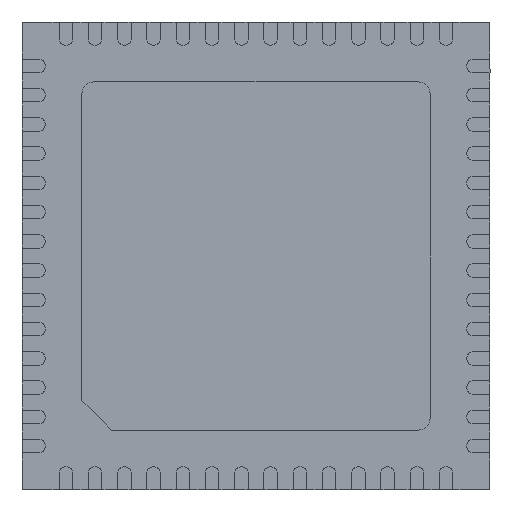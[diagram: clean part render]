
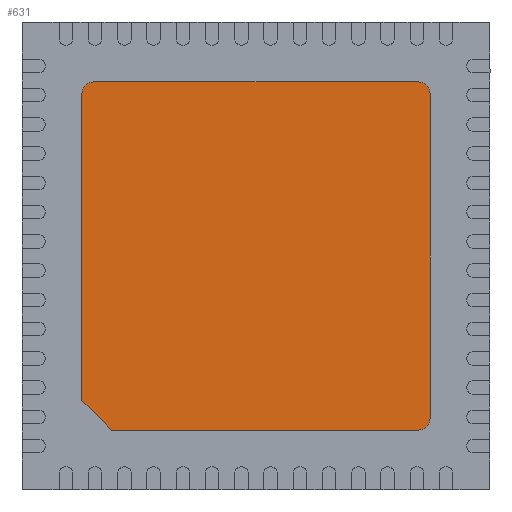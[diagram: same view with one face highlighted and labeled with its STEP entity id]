
A CAD part, front view. The second image highlights one B-rep face of the part: STEP entity #631.
In plain terms, the highlighted planar face has unit normal (0, -1, 0).
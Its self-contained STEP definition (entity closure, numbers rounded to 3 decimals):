
#35 = LINE ( 'NONE', #5831, #1869 ) ;
#104 = VECTOR ( 'NONE', #8450, 1000. ) ;
#258 = EDGE_CURVE ( 'NONE', #1266, #1758, #8609, .T. ) ;
#631 = ADVANCED_FACE ( 'NONE', ( #3328 ), #5501, .T. ) ;
#918 = CARTESIAN_POINT ( 'NONE',  ( -2.975, 0., -2.475 ) ) ;
#1266 = VERTEX_POINT ( 'NONE', #918 ) ;
#1306 = CARTESIAN_POINT ( 'NONE',  ( -2.475, 0., -2.975 ) ) ;
#1758 = VERTEX_POINT ( 'NONE', #4275 ) ;
#1837 = CARTESIAN_POINT ( 'NONE',  ( 2.775, 0., 2.975 ) ) ;
#1869 = VECTOR ( 'NONE', #4868, 1000. ) ;
#1978 = AXIS2_PLACEMENT_3D ( 'NONE', #4375, #15102, #9226 ) ;
#3122 = VECTOR ( 'NONE', #3232, 1000. ) ;
#3232 = DIRECTION ( 'NONE',  ( 0., 0., -1. ) ) ;
#3328 = FACE_OUTER_BOUND ( 'NONE', #13948, .T. ) ;
#3382 = ORIENTED_EDGE ( 'NONE', *, *, #258, .T. ) ;
#3964 = CARTESIAN_POINT ( 'NONE',  ( 2.975, 0., -2.775 ) ) ;
#4040 = DIRECTION ( 'NONE',  ( 0., 0., 1. ) ) ;
#4275 = CARTESIAN_POINT ( 'NONE',  ( -2.475, 0., -2.975 ) ) ;
#4375 = CARTESIAN_POINT ( 'NONE',  ( 2.775, 0., -2.775 ) ) ;
#4794 = CIRCLE ( 'NONE', #12644, 0.2 ) ;
#4798 = CARTESIAN_POINT ( 'NONE',  ( -2.975, 0., -2.475 ) ) ;
#4820 = ORIENTED_EDGE ( 'NONE', *, *, #9162, .T. ) ;
#4868 = DIRECTION ( 'NONE',  ( -1., 0., 0. ) ) ;
#5316 = LINE ( 'NONE', #15367, #3122 ) ;
#5501 = PLANE ( 'NONE',  #13310 ) ;
#5765 = VERTEX_POINT ( 'NONE', #14796 ) ;
#5831 = CARTESIAN_POINT ( 'NONE',  ( -2.775, 0., 2.975 ) ) ;
#6151 = EDGE_CURVE ( 'NONE', #5765, #7931, #4794, .T. ) ;
#6949 = CARTESIAN_POINT ( 'NONE',  ( 2.975, 0., -2.775 ) ) ;
#6978 = CARTESIAN_POINT ( 'NONE',  ( 2.975, 0., 2.775 ) ) ;
#7077 = DIRECTION ( 'NONE',  ( 0., 1., 0. ) ) ;
#7083 = ORIENTED_EDGE ( 'NONE', *, *, #8590, .F. ) ;
#7114 = LINE ( 'NONE', #1306, #14904 ) ;
#7174 = VERTEX_POINT ( 'NONE', #9413 ) ;
#7298 = CARTESIAN_POINT ( 'NONE',  ( -2.775, 0., 2.975 ) ) ;
#7931 = VERTEX_POINT ( 'NONE', #7298 ) ;
#8189 = AXIS2_PLACEMENT_3D ( 'NONE', #14093, #9420, #11802 ) ;
#8237 = ORIENTED_EDGE ( 'NONE', *, *, #8306, .T. ) ;
#8268 = VERTEX_POINT ( 'NONE', #6949 ) ;
#8306 = EDGE_CURVE ( 'NONE', #1758, #7174, #7114, .T. ) ;
#8395 = ORIENTED_EDGE ( 'NONE', *, *, #11198, .T. ) ;
#8450 = DIRECTION ( 'NONE',  ( 0.707, 0., -0.707 ) ) ;
#8512 = ORIENTED_EDGE ( 'NONE', *, *, #6151, .F. ) ;
#8590 = EDGE_CURVE ( 'NONE', #8268, #7174, #10611, .T. ) ;
#8609 = LINE ( 'NONE', #4798, #104 ) ;
#8765 = VERTEX_POINT ( 'NONE', #1837 ) ;
#9162 = EDGE_CURVE ( 'NONE', #5765, #1266, #5316, .T. ) ;
#9206 = DIRECTION ( 'NONE',  ( 0., 0., -1. ) ) ;
#9226 = DIRECTION ( 'NONE',  ( 0., 0., -1. ) ) ;
#9413 = CARTESIAN_POINT ( 'NONE',  ( 2.775, 0., -2.975 ) ) ;
#9420 = DIRECTION ( 'NONE',  ( 0., 1., 0. ) ) ;
#9653 = EDGE_CURVE ( 'NONE', #8765, #7931, #35, .T. ) ;
#10345 = CARTESIAN_POINT ( 'NONE',  ( 2.775, 0., -2.775 ) ) ;
#10481 = ORIENTED_EDGE ( 'NONE', *, *, #15545, .F. ) ;
#10611 = CIRCLE ( 'NONE', #1978, 0.2 ) ;
#10989 = DIRECTION ( 'NONE',  ( 1., 0., 0. ) ) ;
#11198 = EDGE_CURVE ( 'NONE', #8268, #13988, #12458, .T. ) ;
#11802 = DIRECTION ( 'NONE',  ( 0., 0., -1. ) ) ;
#11810 = VECTOR ( 'NONE', #4040, 1000. ) ;
#12458 = LINE ( 'NONE', #3964, #11810 ) ;
#12644 = AXIS2_PLACEMENT_3D ( 'NONE', #15475, #7077, #9206 ) ;
#13310 = AXIS2_PLACEMENT_3D ( 'NONE', #10345, #15469, #14200 ) ;
#13948 = EDGE_LOOP ( 'NONE', ( #4820, #3382, #8237, #7083, #8395, #10481, #15559, #8512 ) ) ;
#13988 = VERTEX_POINT ( 'NONE', #6978 ) ;
#14093 = CARTESIAN_POINT ( 'NONE',  ( 2.775, 0., 2.775 ) ) ;
#14200 = DIRECTION ( 'NONE',  ( 0., 0., -1. ) ) ;
#14796 = CARTESIAN_POINT ( 'NONE',  ( -2.975, 0., 2.775 ) ) ;
#14904 = VECTOR ( 'NONE', #10989, 1000. ) ;
#15017 = CIRCLE ( 'NONE', #8189, 0.2 ) ;
#15102 = DIRECTION ( 'NONE',  ( 0., 1., 0. ) ) ;
#15367 = CARTESIAN_POINT ( 'NONE',  ( -2.975, 0., -2.475 ) ) ;
#15469 = DIRECTION ( 'NONE',  ( 0., -1., 0. ) ) ;
#15475 = CARTESIAN_POINT ( 'NONE',  ( -2.775, 0., 2.775 ) ) ;
#15545 = EDGE_CURVE ( 'NONE', #8765, #13988, #15017, .T. ) ;
#15559 = ORIENTED_EDGE ( 'NONE', *, *, #9653, .T. ) ;
